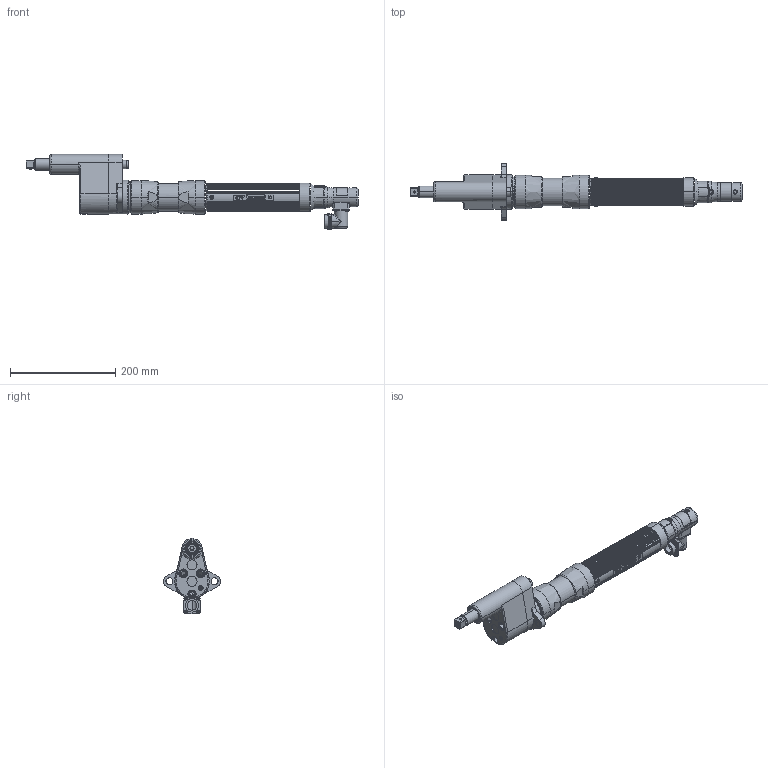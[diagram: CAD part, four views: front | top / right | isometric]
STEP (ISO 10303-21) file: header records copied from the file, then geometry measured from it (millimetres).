
FILE_DESCRIPTION((''),'2;1');
FILE_NAME('EB55MD2F1-150','2012-04-30T',('EJF1116'),(''),'PRO/ENGINEER BY PARAMETRIC TECHNOLOGY CORPORATION, 2010430','PRO/ENGINEER BY PARAMETRIC TECHNOLOGY CORPORATION, 2010430','');
FILE_SCHEMA(('CONFIG_CONTROL_DESIGN'));
Length unit declared in the file: inch
Products named in the file (1): EB55MD2F1-150
Bounding box: 630.78 x 108.08 x 142.72 mm (x, y, z)
Surface area: 148605.2 mm2 (no closed solid volume)
Topology: 0 solids, 95 shells, 440 faces, 2771 edges, 2312 vertices
Faces by surface type: cylinder 211, plane 116, cone 42, bspline 35, torus 34, extrusion 2
Entity records: 34823 total; most frequent: CARTESIAN_POINT 15243, DIRECTION 3685, ORIENTED_EDGE 3446, EDGE_CURVE 2771, VERTEX_POINT 2312, VECTOR 1415, LINE 1413, AXIS2_PLACEMENT_3D 1135
